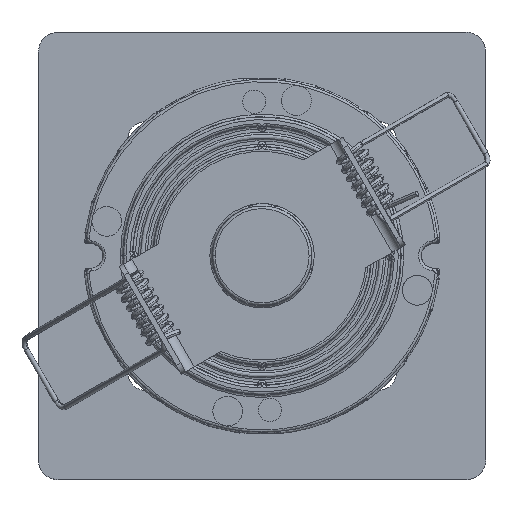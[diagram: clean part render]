
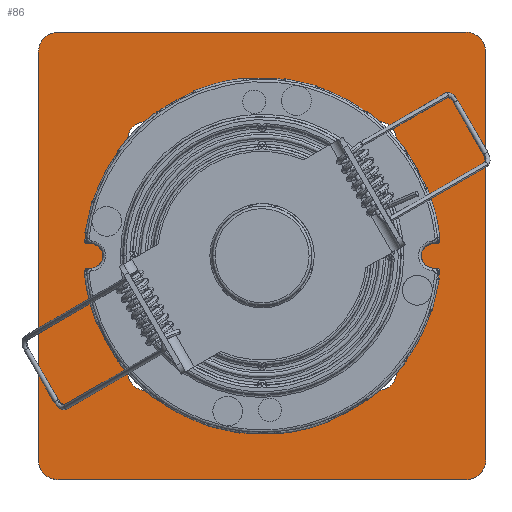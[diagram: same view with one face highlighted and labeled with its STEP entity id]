
A CAD part, top view. The second image highlights one B-rep face of the part: STEP entity #86.
In plain terms, the highlighted planar face has unit normal (0, 0, 1).
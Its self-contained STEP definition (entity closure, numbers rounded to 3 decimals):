
#51=FACE_BOUND('',#4702,.T.);
#86=ADVANCED_FACE('',(#2393,#51),#33751,.T.);
#2393=FACE_OUTER_BOUND('',#4701,.T.);
#4701=EDGE_LOOP('',(#7073,#7074,#7075,#7076,#7077,#7078,#7079,#7080));
#4702=EDGE_LOOP('',(#7081,#7082,#7083,#7084,#7085,#7086,#7087,#7088));
#7073=ORIENTED_EDGE('',*,*,#17871,.T.);
#7074=ORIENTED_EDGE('',*,*,#17839,.F.);
#7075=ORIENTED_EDGE('',*,*,#17869,.T.);
#7076=ORIENTED_EDGE('',*,*,#17843,.F.);
#7077=ORIENTED_EDGE('',*,*,#17875,.T.);
#7078=ORIENTED_EDGE('',*,*,#17847,.F.);
#7079=ORIENTED_EDGE('',*,*,#17873,.T.);
#7080=ORIENTED_EDGE('',*,*,#17851,.F.);
#7081=ORIENTED_EDGE('',*,*,#17863,.T.);
#7082=ORIENTED_EDGE('',*,*,#17824,.T.);
#7083=ORIENTED_EDGE('',*,*,#17865,.T.);
#7084=ORIENTED_EDGE('',*,*,#17828,.T.);
#7085=ORIENTED_EDGE('',*,*,#17867,.T.);
#7086=ORIENTED_EDGE('',*,*,#17834,.T.);
#7087=ORIENTED_EDGE('',*,*,#17861,.T.);
#7088=ORIENTED_EDGE('',*,*,#17852,.T.);
#17824=EDGE_CURVE('',#28678,#28679,#26943,.T.);
#17828=EDGE_CURVE('',#28682,#28683,#26947,.T.);
#17834=EDGE_CURVE('',#28689,#28688,#26953,.T.);
#17839=EDGE_CURVE('',#28693,#28690,#26958,.T.);
#17843=EDGE_CURVE('',#28697,#28694,#26962,.T.);
#17847=EDGE_CURVE('',#28701,#28698,#26966,.T.);
#17851=EDGE_CURVE('',#28705,#28702,#26970,.T.);
#17852=EDGE_CURVE('',#28706,#28707,#26971,.T.);
#17861=EDGE_CURVE('',#28688,#28706,#23252,.T.);
#17863=EDGE_CURVE('',#28707,#28678,#23254,.T.);
#17865=EDGE_CURVE('',#28679,#28682,#23256,.T.);
#17867=EDGE_CURVE('',#28683,#28689,#23258,.T.);
#17869=EDGE_CURVE('',#28693,#28694,#23260,.T.);
#17871=EDGE_CURVE('',#28705,#28690,#23262,.T.);
#17873=EDGE_CURVE('',#28701,#28702,#23264,.T.);
#17875=EDGE_CURVE('',#28697,#28698,#23266,.T.);
#23252=(
BOUNDED_CURVE()
B_SPLINE_CURVE(2,(#35165,#35166,#35167),.UNSPECIFIED.,.F.,.F.)
B_SPLINE_CURVE_WITH_KNOTS((3,3),(0.,5.498),.UNSPECIFIED.)
CURVE()
GEOMETRIC_REPRESENTATION_ITEM()
RATIONAL_B_SPLINE_CURVE((1.,0.707,1.))
REPRESENTATION_ITEM('')
);
#23254=(
BOUNDED_CURVE()
B_SPLINE_CURVE(2,(#35171,#35172,#35173),.UNSPECIFIED.,.F.,.F.)
B_SPLINE_CURVE_WITH_KNOTS((3,3),(0.,5.498),.UNSPECIFIED.)
CURVE()
GEOMETRIC_REPRESENTATION_ITEM()
RATIONAL_B_SPLINE_CURVE((1.,0.707,1.))
REPRESENTATION_ITEM('')
);
#23256=(
BOUNDED_CURVE()
B_SPLINE_CURVE(2,(#35177,#35178,#35179),.UNSPECIFIED.,.F.,.F.)
B_SPLINE_CURVE_WITH_KNOTS((3,3),(0.,5.498),.UNSPECIFIED.)
CURVE()
GEOMETRIC_REPRESENTATION_ITEM()
RATIONAL_B_SPLINE_CURVE((1.,0.707,1.))
REPRESENTATION_ITEM('')
);
#23258=(
BOUNDED_CURVE()
B_SPLINE_CURVE(2,(#35183,#35184,#35185),.UNSPECIFIED.,.F.,.F.)
B_SPLINE_CURVE_WITH_KNOTS((3,3),(0.,5.498),.UNSPECIFIED.)
CURVE()
GEOMETRIC_REPRESENTATION_ITEM()
RATIONAL_B_SPLINE_CURVE((1.,0.707,1.))
REPRESENTATION_ITEM('')
);
#23260=(
BOUNDED_CURVE()
B_SPLINE_CURVE(2,(#35189,#35190,#35191),.UNSPECIFIED.,.F.,.F.)
B_SPLINE_CURVE_WITH_KNOTS((3,3),(0.,6.283),.UNSPECIFIED.)
CURVE()
GEOMETRIC_REPRESENTATION_ITEM()
RATIONAL_B_SPLINE_CURVE((1.,0.707,1.))
REPRESENTATION_ITEM('')
);
#23262=(
BOUNDED_CURVE()
B_SPLINE_CURVE(2,(#35195,#35196,#35197),.UNSPECIFIED.,.F.,.F.)
B_SPLINE_CURVE_WITH_KNOTS((3,3),(0.,6.283),.UNSPECIFIED.)
CURVE()
GEOMETRIC_REPRESENTATION_ITEM()
RATIONAL_B_SPLINE_CURVE((1.,0.707,1.))
REPRESENTATION_ITEM('')
);
#23264=(
BOUNDED_CURVE()
B_SPLINE_CURVE(2,(#35201,#35202,#35203),.UNSPECIFIED.,.F.,.F.)
B_SPLINE_CURVE_WITH_KNOTS((3,3),(0.,6.283),.UNSPECIFIED.)
CURVE()
GEOMETRIC_REPRESENTATION_ITEM()
RATIONAL_B_SPLINE_CURVE((1.,0.707,1.))
REPRESENTATION_ITEM('')
);
#23266=(
BOUNDED_CURVE()
B_SPLINE_CURVE(2,(#35207,#35208,#35209),.UNSPECIFIED.,.F.,.F.)
B_SPLINE_CURVE_WITH_KNOTS((3,3),(0.,6.283),.UNSPECIFIED.)
CURVE()
GEOMETRIC_REPRESENTATION_ITEM()
RATIONAL_B_SPLINE_CURVE((1.,0.707,1.))
REPRESENTATION_ITEM('')
);
#26943=B_SPLINE_CURVE_WITH_KNOTS('',1,(#35090,#35091),.UNSPECIFIED.,.F.,
 .F.,(2,2),(-47.,0.),.UNSPECIFIED.);
#26947=B_SPLINE_CURVE_WITH_KNOTS('',1,(#35098,#35099),.UNSPECIFIED.,.F.,
 .F.,(2,2),(-47.,0.),.UNSPECIFIED.);
#26953=B_SPLINE_CURVE_WITH_KNOTS('',1,(#35110,#35111),.UNSPECIFIED.,.F.,
 .F.,(2,2),(-47.,0.),.UNSPECIFIED.);
#26958=B_SPLINE_CURVE_WITH_KNOTS('',1,(#35120,#35121),.UNSPECIFIED.,.F.,
 .F.,(2,2),(-82.,0.),.UNSPECIFIED.);
#26962=B_SPLINE_CURVE_WITH_KNOTS('',1,(#35128,#35129),.UNSPECIFIED.,.F.,
 .F.,(2,2),(-82.,0.),.UNSPECIFIED.);
#26966=B_SPLINE_CURVE_WITH_KNOTS('',1,(#35136,#35137),.UNSPECIFIED.,.F.,
 .F.,(2,2),(-82.,0.),.UNSPECIFIED.);
#26970=B_SPLINE_CURVE_WITH_KNOTS('',1,(#35144,#35145),.UNSPECIFIED.,.F.,
 .F.,(2,2),(-82.,0.),.UNSPECIFIED.);
#26971=B_SPLINE_CURVE_WITH_KNOTS('',1,(#35146,#35147),.UNSPECIFIED.,.F.,
 .F.,(2,2),(-47.,0.),.UNSPECIFIED.);
#28678=VERTEX_POINT('',#35050);
#28679=VERTEX_POINT('',#35051);
#28682=VERTEX_POINT('',#35054);
#28683=VERTEX_POINT('',#35055);
#28688=VERTEX_POINT('',#35060);
#28689=VERTEX_POINT('',#35061);
#28690=VERTEX_POINT('',#35062);
#28693=VERTEX_POINT('',#35065);
#28694=VERTEX_POINT('',#35066);
#28697=VERTEX_POINT('',#35069);
#28698=VERTEX_POINT('',#35070);
#28701=VERTEX_POINT('',#35073);
#28702=VERTEX_POINT('',#35074);
#28705=VERTEX_POINT('',#35077);
#28706=VERTEX_POINT('',#35078);
#28707=VERTEX_POINT('',#35079);
#33751=PLANE('',#34166);
#34166=AXIS2_PLACEMENT_3D('',#34829,#34497,$);
#34497=DIRECTION('',(0.,0.,1.));
#34829=CARTESIAN_POINT('',(54.61,60.058,-340.511));
#35050=CARTESIAN_POINT('',(-23.5,32.449,-340.511));
#35051=CARTESIAN_POINT('',(23.5,32.449,-340.511));
#35054=CARTESIAN_POINT('',(27.,28.949,-340.511));
#35055=CARTESIAN_POINT('',(27.,-18.051,-340.511));
#35060=CARTESIAN_POINT('',(-23.5,-21.551,-340.511));
#35061=CARTESIAN_POINT('',(23.5,-21.551,-340.511));
#35062=CARTESIAN_POINT('',(41.,50.449,-340.511));
#35065=CARTESIAN_POINT('',(-41.,50.449,-340.511));
#35066=CARTESIAN_POINT('',(-45.,46.449,-340.511));
#35069=CARTESIAN_POINT('',(-45.,-35.551,-340.511));
#35070=CARTESIAN_POINT('',(-41.,-39.551,-340.511));
#35073=CARTESIAN_POINT('',(41.,-39.551,-340.511));
#35074=CARTESIAN_POINT('',(45.,-35.551,-340.511));
#35077=CARTESIAN_POINT('',(45.,46.449,-340.511));
#35078=CARTESIAN_POINT('',(-27.,-18.051,-340.511));
#35079=CARTESIAN_POINT('',(-27.,28.949,-340.511));
#35090=CARTESIAN_POINT('',(-23.5,32.449,-340.511));
#35091=CARTESIAN_POINT('',(23.5,32.449,-340.511));
#35098=CARTESIAN_POINT('',(27.,28.949,-340.511));
#35099=CARTESIAN_POINT('',(27.,-18.051,-340.511));
#35110=CARTESIAN_POINT('',(23.5,-21.551,-340.511));
#35111=CARTESIAN_POINT('',(-23.5,-21.551,-340.511));
#35120=CARTESIAN_POINT('',(-41.,50.449,-340.511));
#35121=CARTESIAN_POINT('',(41.,50.449,-340.511));
#35128=CARTESIAN_POINT('',(-45.,-35.551,-340.511));
#35129=CARTESIAN_POINT('',(-45.,46.449,-340.511));
#35136=CARTESIAN_POINT('',(41.,-39.551,-340.511));
#35137=CARTESIAN_POINT('',(-41.,-39.551,-340.511));
#35144=CARTESIAN_POINT('',(45.,46.449,-340.511));
#35145=CARTESIAN_POINT('',(45.,-35.551,-340.511));
#35146=CARTESIAN_POINT('',(-27.,-18.051,-340.511));
#35147=CARTESIAN_POINT('',(-27.,28.949,-340.511));
#35165=CARTESIAN_POINT('',(-23.5,-21.551,-340.511));
#35166=CARTESIAN_POINT('',(-27.,-21.551,-340.511));
#35167=CARTESIAN_POINT('',(-27.,-18.051,-340.511));
#35171=CARTESIAN_POINT('',(-27.,28.949,-340.511));
#35172=CARTESIAN_POINT('',(-27.,32.449,-340.511));
#35173=CARTESIAN_POINT('',(-23.5,32.449,-340.511));
#35177=CARTESIAN_POINT('',(23.5,32.449,-340.511));
#35178=CARTESIAN_POINT('',(27.,32.449,-340.511));
#35179=CARTESIAN_POINT('',(27.,28.949,-340.511));
#35183=CARTESIAN_POINT('',(27.,-18.051,-340.511));
#35184=CARTESIAN_POINT('',(27.,-21.551,-340.511));
#35185=CARTESIAN_POINT('',(23.5,-21.551,-340.511));
#35189=CARTESIAN_POINT('',(-41.,50.449,-340.511));
#35190=CARTESIAN_POINT('',(-45.,50.449,-340.511));
#35191=CARTESIAN_POINT('',(-45.,46.449,-340.511));
#35195=CARTESIAN_POINT('',(45.,46.449,-340.511));
#35196=CARTESIAN_POINT('',(45.,50.449,-340.511));
#35197=CARTESIAN_POINT('',(41.,50.449,-340.511));
#35201=CARTESIAN_POINT('',(41.,-39.551,-340.511));
#35202=CARTESIAN_POINT('',(45.,-39.551,-340.511));
#35203=CARTESIAN_POINT('',(45.,-35.551,-340.511));
#35207=CARTESIAN_POINT('',(-45.,-35.551,-340.511));
#35208=CARTESIAN_POINT('',(-45.,-39.551,-340.511));
#35209=CARTESIAN_POINT('',(-41.,-39.551,-340.511));
